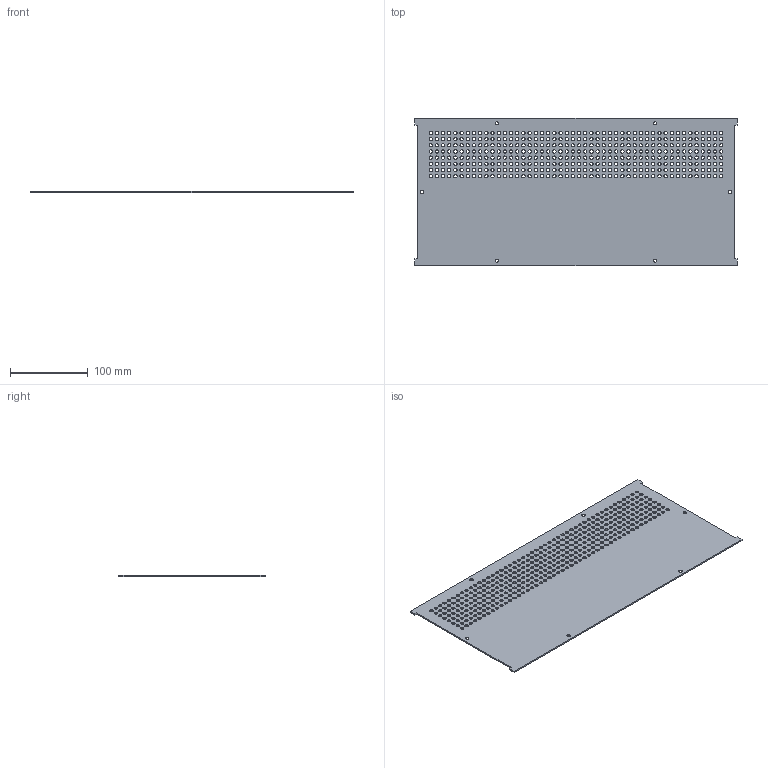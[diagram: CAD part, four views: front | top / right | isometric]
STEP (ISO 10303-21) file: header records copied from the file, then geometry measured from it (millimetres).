
FILE_DESCRIPTION (( 'STEP AP214' ), '1' );
FILE_NAME ('RM1908BKVP.STEP', '2021-09-11T15:08:29', ( '' ), ( '' ), 'SwSTEP 2.0', 'SolidWorks 2021', '' );
FILE_SCHEMA (( 'AUTOMOTIVE_DESIGN' ));
Length unit declared in the file: inch
Products named in the file (1): RM1908BKVP
Bounding box: 413.8 x 189 x 1.8 mm (x, y, z)
Volume: 128458.2 mm3; surface area: 154480.4 mm2
Topology: 1 solids, 1 shells, 410 faces, 1224 edges, 816 vertices
Faces by surface type: cylinder 390, plane 14, cone 6
Full cylindrical faces by diameter (mm): 4.3 x6, 4.32 x384
Entity records: 13840 total; most frequent: DIRECTION 2430, CARTESIAN_POINT 2043, ORIENTED_EDGE 1644, EDGE_LOOP 1586, AXIS2_PLACEMENT_3D 1197, EDGE_CURVE 822, VERTEX_POINT 810, FACE_OUTER_BOUND 800
